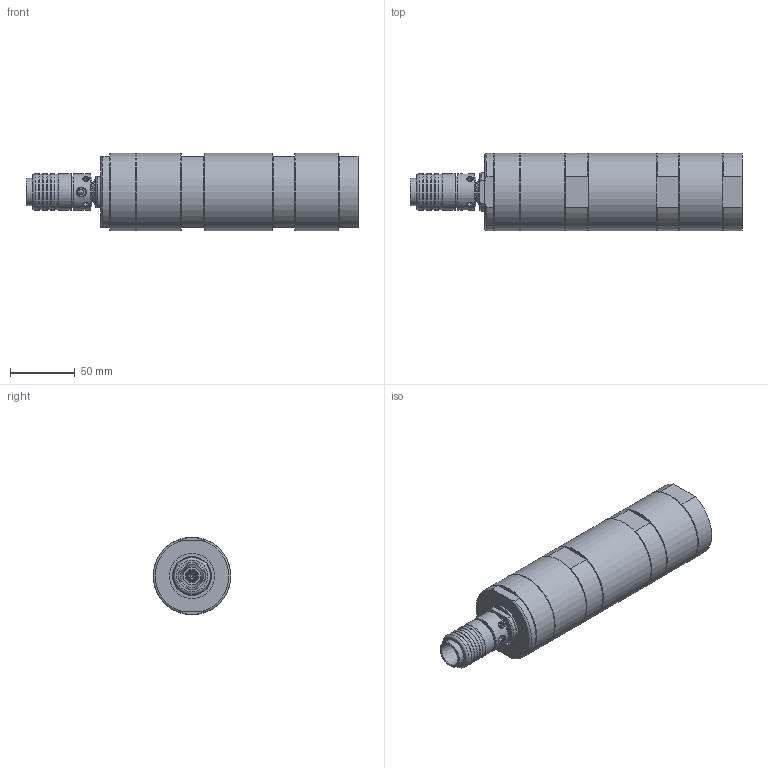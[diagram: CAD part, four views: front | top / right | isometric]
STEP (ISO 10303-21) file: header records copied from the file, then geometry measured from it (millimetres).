
FILE_DESCRIPTION(/* description */ ('EBMU 82-4000 WS'),/* implementation_level */ '2;1');
FILE_NAME(/* name */ 'EBMU 82-4000 WS_60038737.stp',/* time_stamp */ '2023-03-29T12:32:11+02:00',/* author */ ('DSteinicke'),/* organization */ (''),/* preprocessor_version */ 'ST-DEVELOPER v18.1',/* originating_system */ 'Autodesk Inventor 2021',/* authorisation */ '');
FILE_SCHEMA (('AUTOMOTIVE_DESIGN { 1 0 10303 214 3 1 1 }'));
Length unit declared in the file: millimetre
Products named in the file (1): 60038737
Bounding box: 257 x 60 x 60 mm (x, y, z)
Volume: 577972.5 mm3; surface area: 54662.6 mm2
Topology: 1 solids, 12 shells, 346 faces, 795 edges, 513 vertices
Faces by surface type: plane 178, cylinder 80, cone 60, bspline 17, torus 9, sphere 2
Full cylindrical faces by diameter (mm): 1.55 x2, 2.5 x1, 3.6 x1, 4 x1, 5 x1, 5.5 x1, 6.188 x1, 6.647 x2, 8.05 x1, 9 x1, 10.835 x1, 13.8 x1, 13.9 x1, 14 x2, 14.95 x2, 18.631 x1, 18.8 x1, 21 x1, 21.1 x1, 23 x1, 24.066 x1, 24.7 x2, 25 x1, 28.4 x4, 28.6 x1, 29.95 x1, 35 x1, 57.892 x1, 60 x4
Entity records: 12190 total; most frequent: CARTESIAN_POINT 3973, ORIENTED_EDGE 1584, DIRECTION 1581, EDGE_CURVE 792, AXIS2_PLACEMENT_3D 578, VERTEX_POINT 513, LINE 425, VECTOR 425
